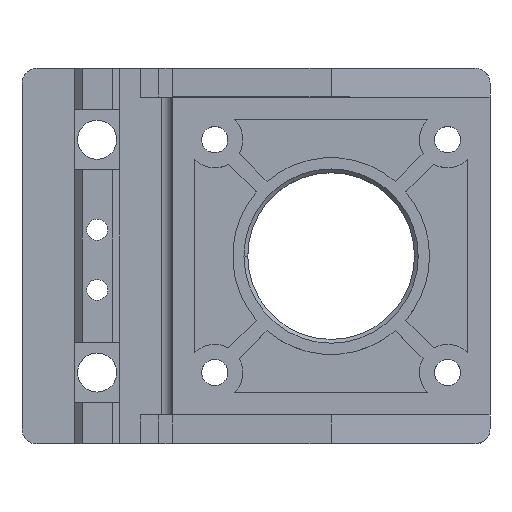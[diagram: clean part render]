
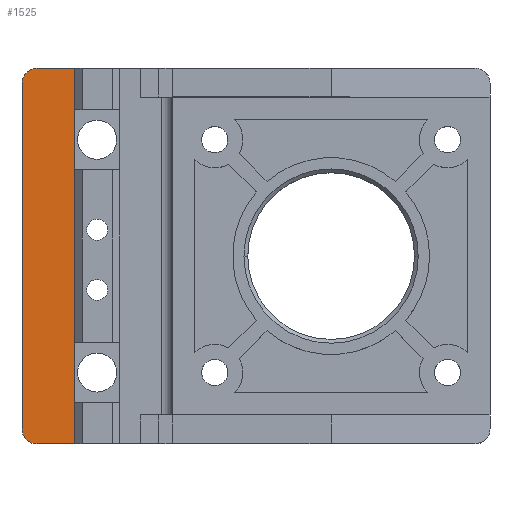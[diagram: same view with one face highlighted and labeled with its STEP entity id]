
A CAD part, top view. The second image highlights one B-rep face of the part: STEP entity #1525.
In plain terms, the highlighted planar face has unit normal (0, 0, 1).
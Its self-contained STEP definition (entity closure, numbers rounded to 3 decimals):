
#26 = CARTESIAN_POINT ( 'NONE',  ( -39.15, 25., -4.4 ) ) ;
#177 = LINE ( 'NONE', #3312, #1128 ) ;
#294 = DIRECTION ( 'NONE',  ( 0., 0., 1. ) ) ;
#505 = ORIENTED_EDGE ( 'NONE', *, *, #1296, .T. ) ;
#513 = EDGE_CURVE ( 'NONE', #1763, #3017, #3086, .T. ) ;
#538 = LINE ( 'NONE', #1576, #1795 ) ;
#564 = VECTOR ( 'NONE', #2687, 1000. ) ;
#779 = ORIENTED_EDGE ( 'NONE', *, *, #1348, .T. ) ;
#795 = DIRECTION ( 'NONE',  ( -1., 0., 0. ) ) ;
#897 = CARTESIAN_POINT ( 'NONE',  ( -39.15, -25., -4.4 ) ) ;
#944 = CARTESIAN_POINT ( 'NONE',  ( -41.15, -23., -4.4 ) ) ;
#963 = VERTEX_POINT ( 'NONE', #26 ) ;
#973 = LINE ( 'NONE', #1151, #2768 ) ;
#995 = ORIENTED_EDGE ( 'NONE', *, *, #513, .T. ) ;
#1097 = PLANE ( 'NONE',  #2432 ) ;
#1128 = VECTOR ( 'NONE', #3046, 1000. ) ;
#1151 = CARTESIAN_POINT ( 'NONE',  ( 0., -25., -4.4 ) ) ;
#1296 = EDGE_CURVE ( 'NONE', #3013, #963, #2575, .T. ) ;
#1299 = DIRECTION ( 'NONE',  ( 0., 1., 0. ) ) ;
#1348 = EDGE_CURVE ( 'NONE', #963, #2531, #2276, .T. ) ;
#1352 = DIRECTION ( 'NONE',  ( 0., 0., -1. ) ) ;
#1525 = ADVANCED_FACE ( 'NONE', ( #1619 ), #1097, .F. ) ;
#1556 = ORIENTED_EDGE ( 'NONE', *, *, #2097, .F. ) ;
#1573 = DIRECTION ( 'NONE',  ( 0., 0., 1. ) ) ;
#1576 = CARTESIAN_POINT ( 'NONE',  ( -41.15, -25., -4.4 ) ) ;
#1619 = FACE_OUTER_BOUND ( 'NONE', #1677, .T. ) ;
#1622 = AXIS2_PLACEMENT_3D ( 'NONE', #3326, #294, #1929 ) ;
#1663 = AXIS2_PLACEMENT_3D ( 'NONE', #2957, #1573, #795 ) ;
#1677 = EDGE_LOOP ( 'NONE', ( #2196, #995, #1556, #2104, #505, #779 ) ) ;
#1763 = VERTEX_POINT ( 'NONE', #944 ) ;
#1795 = VECTOR ( 'NONE', #1299, 1000. ) ;
#1924 = DIRECTION ( 'NONE',  ( -1., 0., 0. ) ) ;
#1929 = DIRECTION ( 'NONE',  ( -1., 0., 0. ) ) ;
#2097 = EDGE_CURVE ( 'NONE', #3465, #3017, #973, .T. ) ;
#2104 = ORIENTED_EDGE ( 'NONE', *, *, #2541, .T. ) ;
#2196 = ORIENTED_EDGE ( 'NONE', *, *, #3427, .F. ) ;
#2207 = CARTESIAN_POINT ( 'NONE',  ( -41.15, 23., -4.4 ) ) ;
#2276 = CIRCLE ( 'NONE', #1663, 2. ) ;
#2412 = CARTESIAN_POINT ( 'NONE',  ( 0., 25., -4.4 ) ) ;
#2432 = AXIS2_PLACEMENT_3D ( 'NONE', #2776, #1352, #1924 ) ;
#2531 = VERTEX_POINT ( 'NONE', #2207 ) ;
#2541 = EDGE_CURVE ( 'NONE', #3465, #3013, #177, .T. ) ;
#2575 = LINE ( 'NONE', #2412, #564 ) ;
#2687 = DIRECTION ( 'NONE',  ( -1., 0., 0. ) ) ;
#2768 = VECTOR ( 'NONE', #3070, 1000. ) ;
#2774 = CARTESIAN_POINT ( 'NONE',  ( -34.15, 25., -4.4 ) ) ;
#2776 = CARTESIAN_POINT ( 'NONE',  ( 0., -25., -4.4 ) ) ;
#2957 = CARTESIAN_POINT ( 'NONE',  ( -39.15, 23., -4.4 ) ) ;
#3013 = VERTEX_POINT ( 'NONE', #2774 ) ;
#3017 = VERTEX_POINT ( 'NONE', #897 ) ;
#3046 = DIRECTION ( 'NONE',  ( 0., 1., 0. ) ) ;
#3070 = DIRECTION ( 'NONE',  ( -1., 0., 0. ) ) ;
#3086 = CIRCLE ( 'NONE', #1622, 2. ) ;
#3312 = CARTESIAN_POINT ( 'NONE',  ( -34.15, -25., -4.4 ) ) ;
#3326 = CARTESIAN_POINT ( 'NONE',  ( -39.15, -23., -4.4 ) ) ;
#3427 = EDGE_CURVE ( 'NONE', #1763, #2531, #538, .T. ) ;
#3465 = VERTEX_POINT ( 'NONE', #3501 ) ;
#3501 = CARTESIAN_POINT ( 'NONE',  ( -34.15, -25., -4.4 ) ) ;
